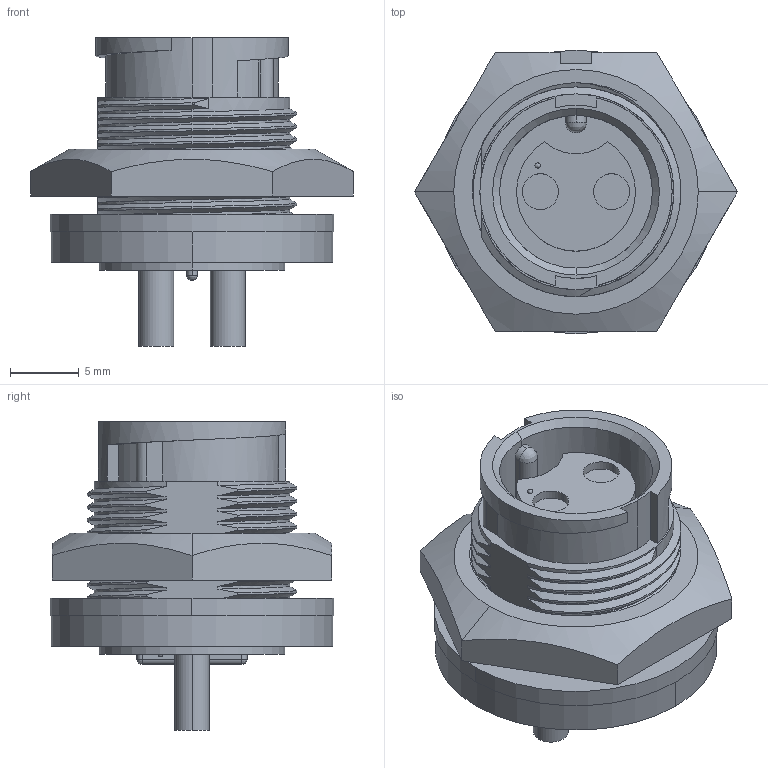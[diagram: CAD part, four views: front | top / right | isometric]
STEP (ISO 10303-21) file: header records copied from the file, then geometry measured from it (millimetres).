
FILE_DESCRIPTION (( 'STEP AP203' ), '1' );
FILE_NAME ('7380-2SG-300.STEP', '2012-12-19T19:37:20', ( '21FPBF1' ), ( 'Conxall' ), 'SwSTEP 2.0', 'SolidWorks 2012', '' );
FILE_SCHEMA (( 'CONFIG_CONTROL_DESIGN' ));
Length unit declared in the file: inch
Products named in the file (1): 7380-2SG-300
Bounding box: 23.46 x 20.62 x 22.43 mm (x, y, z)
Volume: 3402.9 mm3; surface area: 3057.3 mm2
Topology: 2 solids, 2 shells, 175 faces, 477 edges, 309 vertices
Faces by surface type: cylinder 100, plane 42, bspline 29, cone 4
Entity records: 11334 total; most frequent: CARTESIAN_POINT 7435, ORIENTED_EDGE 934, DIRECTION 651, EDGE_CURVE 467, VERTEX_POINT 309, AXIS2_PLACEMENT_3D 234, EDGE_LOOP 190, LINE 183
